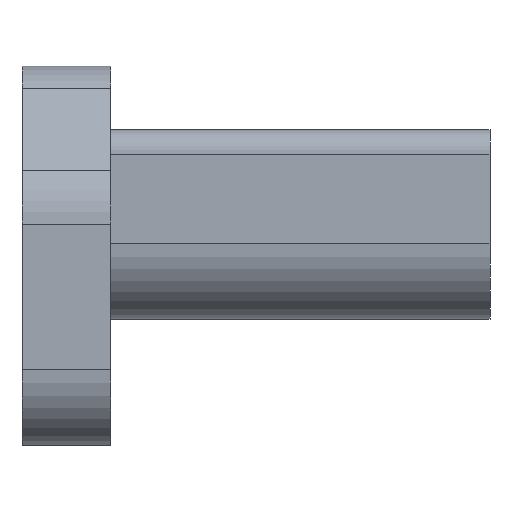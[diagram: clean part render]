
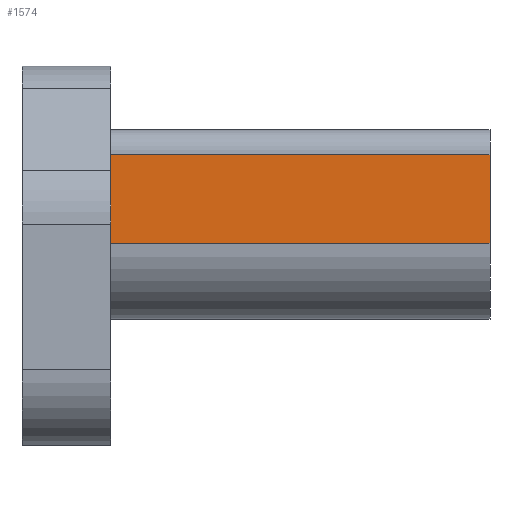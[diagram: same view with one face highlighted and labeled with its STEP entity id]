
A CAD part, front view. The second image highlights one B-rep face of the part: STEP entity #1574.
In plain terms, the highlighted planar face has unit normal (0, -1, 0).
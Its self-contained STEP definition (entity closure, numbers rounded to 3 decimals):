
#463 = PLANE('',#464);
#464 = AXIS2_PLACEMENT_3D('',#465,#466,#467);
#465 = CARTESIAN_POINT('',(3.5,0.,0.));
#466 = DIRECTION('',(1.,0.,0.));
#467 = DIRECTION('',(0.,0.,1.));
#1173 = VERTEX_POINT('',#1174);
#1174 = CARTESIAN_POINT('',(3.5,8.,11.5));
#1189 = CYLINDRICAL_SURFACE('',#1190,1.);
#1190 = AXIS2_PLACEMENT_3D('',#1191,#1192,#1193);
#1191 = CARTESIAN_POINT('',(3.5,9.,11.5));
#1192 = DIRECTION('',(1.,0.,0.));
#1193 = DIRECTION('',(0.,0.,1.));
#1438 = VERTEX_POINT('',#1439);
#1439 = CARTESIAN_POINT('',(3.5,8.,8.));
#1454 = CYLINDRICAL_SURFACE('',#1455,3.);
#1455 = AXIS2_PLACEMENT_3D('',#1456,#1457,#1458);
#1456 = CARTESIAN_POINT('',(3.5,11.,8.));
#1457 = DIRECTION('',(1.,0.,0.));
#1458 = DIRECTION('',(0.,-1.,0.));
#1466 = EDGE_CURVE('',#1173,#1438,#1467,.T.);
#1467 = SURFACE_CURVE('',#1468,(#1472,#1479),.PCURVE_S1.);
#1468 = LINE('',#1469,#1470);
#1469 = CARTESIAN_POINT('',(3.5,8.,12.5));
#1470 = VECTOR('',#1471,1.);
#1471 = DIRECTION('',(0.,0.,-1.));
#1472 = PCURVE('',#463,#1473);
#1473 = DEFINITIONAL_REPRESENTATION('',(#1474),#1478);
#1474 = LINE('',#1475,#1476);
#1475 = CARTESIAN_POINT('',(12.5,-8.));
#1476 = VECTOR('',#1477,1.);
#1477 = DIRECTION('',(-1.,0.));
#1478 = ( GEOMETRIC_REPRESENTATION_CONTEXT(2) 
PARAMETRIC_REPRESENTATION_CONTEXT() REPRESENTATION_CONTEXT('2D SPACE',''
  ) );
#1479 = PCURVE('',#1480,#1485);
#1480 = PLANE('',#1481);
#1481 = AXIS2_PLACEMENT_3D('',#1482,#1483,#1484);
#1482 = CARTESIAN_POINT('',(3.5,8.,12.5));
#1483 = DIRECTION('',(0.,1.,0.));
#1484 = DIRECTION('',(1.,0.,0.));
#1485 = DEFINITIONAL_REPRESENTATION('',(#1486),#1490);
#1486 = LINE('',#1487,#1488);
#1487 = CARTESIAN_POINT('',(0.,0.));
#1488 = VECTOR('',#1489,1.);
#1489 = DIRECTION('',(0.,1.));
#1490 = ( GEOMETRIC_REPRESENTATION_CONTEXT(2) 
PARAMETRIC_REPRESENTATION_CONTEXT() REPRESENTATION_CONTEXT('2D SPACE',''
  ) );
#1502 = EDGE_CURVE('',#1173,#1503,#1505,.T.);
#1503 = VERTEX_POINT('',#1504);
#1504 = CARTESIAN_POINT('',(18.5,8.,11.5));
#1505 = SURFACE_CURVE('',#1506,(#1510,#1517),.PCURVE_S1.);
#1506 = LINE('',#1507,#1508);
#1507 = CARTESIAN_POINT('',(3.5,8.,11.5));
#1508 = VECTOR('',#1509,1.);
#1509 = DIRECTION('',(1.,0.,0.));
#1510 = PCURVE('',#1189,#1511);
#1511 = DEFINITIONAL_REPRESENTATION('',(#1512),#1516);
#1512 = LINE('',#1513,#1514);
#1513 = CARTESIAN_POINT('',(1.571,0.));
#1514 = VECTOR('',#1515,1.);
#1515 = DIRECTION('',(0.,1.));
#1516 = ( GEOMETRIC_REPRESENTATION_CONTEXT(2) 
PARAMETRIC_REPRESENTATION_CONTEXT() REPRESENTATION_CONTEXT('2D SPACE',''
  ) );
#1517 = PCURVE('',#1480,#1518);
#1518 = DEFINITIONAL_REPRESENTATION('',(#1519),#1523);
#1519 = LINE('',#1520,#1521);
#1520 = CARTESIAN_POINT('',(0.,1.));
#1521 = VECTOR('',#1522,1.);
#1522 = DIRECTION('',(1.,0.));
#1523 = ( GEOMETRIC_REPRESENTATION_CONTEXT(2) 
PARAMETRIC_REPRESENTATION_CONTEXT() REPRESENTATION_CONTEXT('2D SPACE',''
  ) );
#1542 = PLANE('',#1543);
#1543 = AXIS2_PLACEMENT_3D('',#1544,#1545,#1546);
#1544 = CARTESIAN_POINT('',(18.5,8.,12.5));
#1545 = DIRECTION('',(1.,0.,0.));
#1546 = DIRECTION('',(0.,0.,-1.));
#1574 = ADVANCED_FACE('',(#1575),#1480,.F.);
#1575 = FACE_BOUND('',#1576,.F.);
#1576 = EDGE_LOOP('',(#1577,#1578,#1579,#1602));
#1577 = ORIENTED_EDGE('',*,*,#1466,.F.);
#1578 = ORIENTED_EDGE('',*,*,#1502,.T.);
#1579 = ORIENTED_EDGE('',*,*,#1580,.T.);
#1580 = EDGE_CURVE('',#1503,#1581,#1583,.T.);
#1581 = VERTEX_POINT('',#1582);
#1582 = CARTESIAN_POINT('',(18.5,8.,8.));
#1583 = SURFACE_CURVE('',#1584,(#1588,#1595),.PCURVE_S1.);
#1584 = LINE('',#1585,#1586);
#1585 = CARTESIAN_POINT('',(18.5,8.,12.5));
#1586 = VECTOR('',#1587,1.);
#1587 = DIRECTION('',(0.,0.,-1.));
#1588 = PCURVE('',#1480,#1589);
#1589 = DEFINITIONAL_REPRESENTATION('',(#1590),#1594);
#1590 = LINE('',#1591,#1592);
#1591 = CARTESIAN_POINT('',(15.,0.));
#1592 = VECTOR('',#1593,1.);
#1593 = DIRECTION('',(0.,1.));
#1594 = ( GEOMETRIC_REPRESENTATION_CONTEXT(2) 
PARAMETRIC_REPRESENTATION_CONTEXT() REPRESENTATION_CONTEXT('2D SPACE',''
  ) );
#1595 = PCURVE('',#1542,#1596);
#1596 = DEFINITIONAL_REPRESENTATION('',(#1597),#1601);
#1597 = LINE('',#1598,#1599);
#1598 = CARTESIAN_POINT('',(0.,0.));
#1599 = VECTOR('',#1600,1.);
#1600 = DIRECTION('',(1.,0.));
#1601 = ( GEOMETRIC_REPRESENTATION_CONTEXT(2) 
PARAMETRIC_REPRESENTATION_CONTEXT() REPRESENTATION_CONTEXT('2D SPACE',''
  ) );
#1602 = ORIENTED_EDGE('',*,*,#1603,.F.);
#1603 = EDGE_CURVE('',#1438,#1581,#1604,.T.);
#1604 = SURFACE_CURVE('',#1605,(#1609,#1616),.PCURVE_S1.);
#1605 = LINE('',#1606,#1607);
#1606 = CARTESIAN_POINT('',(3.5,8.,8.));
#1607 = VECTOR('',#1608,1.);
#1608 = DIRECTION('',(1.,0.,0.));
#1609 = PCURVE('',#1480,#1610);
#1610 = DEFINITIONAL_REPRESENTATION('',(#1611),#1615);
#1611 = LINE('',#1612,#1613);
#1612 = CARTESIAN_POINT('',(0.,4.5));
#1613 = VECTOR('',#1614,1.);
#1614 = DIRECTION('',(1.,0.));
#1615 = ( GEOMETRIC_REPRESENTATION_CONTEXT(2) 
PARAMETRIC_REPRESENTATION_CONTEXT() REPRESENTATION_CONTEXT('2D SPACE',''
  ) );
#1616 = PCURVE('',#1454,#1617);
#1617 = DEFINITIONAL_REPRESENTATION('',(#1618),#1622);
#1618 = LINE('',#1619,#1620);
#1619 = CARTESIAN_POINT('',(0.,0.));
#1620 = VECTOR('',#1621,1.);
#1621 = DIRECTION('',(0.,1.));
#1622 = ( GEOMETRIC_REPRESENTATION_CONTEXT(2) 
PARAMETRIC_REPRESENTATION_CONTEXT() REPRESENTATION_CONTEXT('2D SPACE',''
  ) );
